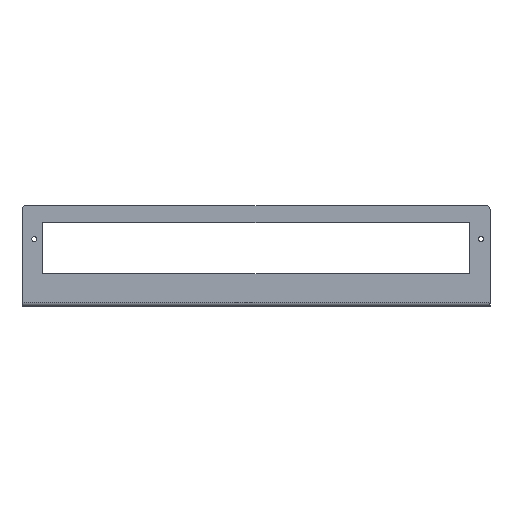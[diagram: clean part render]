
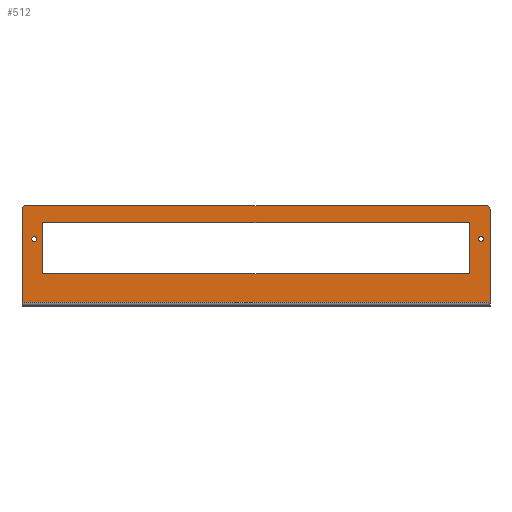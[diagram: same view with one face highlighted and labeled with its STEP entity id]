
A CAD part, top view. The second image highlights one B-rep face of the part: STEP entity #512.
In plain terms, the highlighted planar face has unit normal (0, 0, 1).
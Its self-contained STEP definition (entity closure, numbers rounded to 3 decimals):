
#8 = ORIENTED_EDGE ( 'NONE', *, *, #803, .T. ) ;
#10 = FACE_OUTER_BOUND ( 'NONE', #427, .T. ) ;
#13 = CARTESIAN_POINT ( 'NONE',  ( -116.45, -9.65, 0. ) ) ;
#16 = DIRECTION ( 'NONE',  ( -1., 0., 0. ) ) ;
#18 = VECTOR ( 'NONE', #623, 1000. ) ;
#22 = AXIS2_PLACEMENT_3D ( 'NONE', #436, #687, #129 ) ;
#23 = DIRECTION ( 'NONE',  ( 0., 0., 1. ) ) ;
#36 = LINE ( 'NONE', #267, #786 ) ;
#38 = CARTESIAN_POINT ( 'NONE',  ( -116.45, 18.29, 0. ) ) ;
#44 = CARTESIAN_POINT ( 'NONE',  ( 116.45, 18.29, 0. ) ) ;
#57 = DIRECTION ( 'NONE',  ( -1., 0., 0. ) ) ;
#69 = DIRECTION ( 'NONE',  ( -1., 0., 0. ) ) ;
#70 = ORIENTED_EDGE ( 'NONE', *, *, #650, .T. ) ;
#71 = AXIS2_PLACEMENT_3D ( 'NONE', #77, #307, #16 ) ;
#74 = LINE ( 'NONE', #696, #18 ) ;
#76 = ORIENTED_EDGE ( 'NONE', *, *, #626, .F. ) ;
#77 = CARTESIAN_POINT ( 'NONE',  ( 122.95, 9.24, 0. ) ) ;
#86 = CARTESIAN_POINT ( 'NONE',  ( 116.45, -9.65, 0. ) ) ;
#90 = CARTESIAN_POINT ( 'NONE',  ( 124.36, 9.24, 0. ) ) ;
#94 = VECTOR ( 'NONE', #669, 1000. ) ;
#95 = CARTESIAN_POINT ( 'NONE',  ( 127.88, 25.43, 0. ) ) ;
#103 = CARTESIAN_POINT ( 'NONE',  ( -121.16, 9.24, 0. ) ) ;
#104 = CARTESIAN_POINT ( 'NONE',  ( 116.45, 18.29, 0. ) ) ;
#114 = ORIENTED_EDGE ( 'NONE', *, *, #453, .F. ) ;
#128 = EDGE_CURVE ( 'NONE', #345, #232, #316, .T. ) ;
#129 = DIRECTION ( 'NONE',  ( -1., 0., 0. ) ) ;
#132 = ORIENTED_EDGE ( 'NONE', *, *, #128, .T. ) ;
#139 = EDGE_LOOP ( 'NONE', ( #160, #513, #76, #114 ) ) ;
#141 = EDGE_CURVE ( 'NONE', #363, #192, #412, .T. ) ;
#150 = EDGE_CURVE ( 'NONE', #609, #254, #224, .T. ) ;
#157 = EDGE_CURVE ( 'NONE', #707, #323, #508, .T. ) ;
#160 = ORIENTED_EDGE ( 'NONE', *, *, #393, .F. ) ;
#162 = CIRCLE ( 'NONE', #325, 1.41 ) ;
#168 = VECTOR ( 'NONE', #202, 1000. ) ;
#179 = ORIENTED_EDGE ( 'NONE', *, *, #535, .T. ) ;
#182 = ORIENTED_EDGE ( 'NONE', *, *, #258, .T. ) ;
#192 = VERTEX_POINT ( 'NONE', #13 ) ;
#198 = EDGE_LOOP ( 'NONE', ( #499, #645 ) ) ;
#202 = DIRECTION ( 'NONE',  ( -1., 0., 0. ) ) ;
#205 = CARTESIAN_POINT ( 'NONE',  ( 125.88, 27.43, 0. ) ) ;
#214 = EDGE_CURVE ( 'NONE', #232, #681, #770, .T. ) ;
#221 = DIRECTION ( 'NONE',  ( -1., 0., 0. ) ) ;
#223 = CIRCLE ( 'NONE', #71, 1.41 ) ;
#224 = LINE ( 'NONE', #476, #94 ) ;
#232 = VERTEX_POINT ( 'NONE', #205 ) ;
#233 = VECTOR ( 'NONE', #394, 1000. ) ;
#234 = ORIENTED_EDGE ( 'NONE', *, *, #150, .T. ) ;
#240 = CARTESIAN_POINT ( 'NONE',  ( 122.95, 9.24, 0. ) ) ;
#246 = PLANE ( 'NONE',  #22 ) ;
#254 = VERTEX_POINT ( 'NONE', #766 ) ;
#258 = EDGE_CURVE ( 'NONE', #681, #609, #757, .T. ) ;
#267 = CARTESIAN_POINT ( 'NONE',  ( -127.88, -25.423, 0. ) ) ;
#280 = LINE ( 'NONE', #104, #519 ) ;
#286 = DIRECTION ( 'NONE',  ( 0., -1., 0. ) ) ;
#307 = DIRECTION ( 'NONE',  ( 0., 0., -1. ) ) ;
#310 = CARTESIAN_POINT ( 'NONE',  ( -125.88, 25.43, 0. ) ) ;
#316 = CIRCLE ( 'NONE', #686, 2. ) ;
#323 = VERTEX_POINT ( 'NONE', #755 ) ;
#325 = AXIS2_PLACEMENT_3D ( 'NONE', #438, #690, #221 ) ;
#333 = CIRCLE ( 'NONE', #798, 1.41 ) ;
#339 = EDGE_CURVE ( 'NONE', #323, #707, #162, .T. ) ;
#345 = VERTEX_POINT ( 'NONE', #95 ) ;
#354 = ORIENTED_EDGE ( 'NONE', *, *, #762, .T. ) ;
#363 = VERTEX_POINT ( 'NONE', #38 ) ;
#373 = FACE_BOUND ( 'NONE', #139, .T. ) ;
#376 = EDGE_LOOP ( 'NONE', ( #8, #179 ) ) ;
#386 = AXIS2_PLACEMENT_3D ( 'NONE', #103, #546, #794 ) ;
#393 = EDGE_CURVE ( 'NONE', #192, #602, #713, .T. ) ;
#394 = DIRECTION ( 'NONE',  ( -1., 0., 0. ) ) ;
#398 = DIRECTION ( 'NONE',  ( 1., 0., 0. ) ) ;
#399 = CARTESIAN_POINT ( 'NONE',  ( -116.45, -9.65, 0. ) ) ;
#402 = CARTESIAN_POINT ( 'NONE',  ( 121.54, 9.24, 0. ) ) ;
#412 = LINE ( 'NONE', #796, #741 ) ;
#416 = CARTESIAN_POINT ( 'NONE',  ( 125.88, 25.43, 0. ) ) ;
#427 = EDGE_LOOP ( 'NONE', ( #724, #182, #234, #70, #354, #132 ) ) ;
#436 = CARTESIAN_POINT ( 'NONE',  ( 0., 0., 0. ) ) ;
#438 = CARTESIAN_POINT ( 'NONE',  ( -121.16, 9.24, 0. ) ) ;
#453 = EDGE_CURVE ( 'NONE', #602, #694, #280, .T. ) ;
#458 = CARTESIAN_POINT ( 'NONE',  ( 127.88, 27.43, 0. ) ) ;
#460 = CARTESIAN_POINT ( 'NONE',  ( -116.45, 18.29, 0. ) ) ;
#476 = CARTESIAN_POINT ( 'NONE',  ( -127.88, 27.43, 0. ) ) ;
#489 = DIRECTION ( 'NONE',  ( 0., 0., 1. ) ) ;
#499 = ORIENTED_EDGE ( 'NONE', *, *, #339, .T. ) ;
#508 = CIRCLE ( 'NONE', #386, 1.41 ) ;
#509 = VERTEX_POINT ( 'NONE', #582 ) ;
#512 = ADVANCED_FACE ( 'NONE', ( #560, #768, #373, #10 ), #246, .F. ) ;
#513 = ORIENTED_EDGE ( 'NONE', *, *, #141, .F. ) ;
#519 = VECTOR ( 'NONE', #601, 1000. ) ;
#535 = EDGE_CURVE ( 'NONE', #718, #624, #223, .T. ) ;
#546 = DIRECTION ( 'NONE',  ( 0., 0., -1. ) ) ;
#560 = FACE_BOUND ( 'NONE', #376, .T. ) ;
#582 = CARTESIAN_POINT ( 'NONE',  ( 127.88, -25.423, 0. ) ) ;
#590 = CARTESIAN_POINT ( 'NONE',  ( -125.88, 27.43, 0. ) ) ;
#593 = AXIS2_PLACEMENT_3D ( 'NONE', #310, #23, #760 ) ;
#601 = DIRECTION ( 'NONE',  ( 0., 1., 0. ) ) ;
#602 = VERTEX_POINT ( 'NONE', #86 ) ;
#609 = VERTEX_POINT ( 'NONE', #772 ) ;
#623 = DIRECTION ( 'NONE',  ( 0., 1., 0. ) ) ;
#624 = VERTEX_POINT ( 'NONE', #402 ) ;
#626 = EDGE_CURVE ( 'NONE', #694, #363, #720, .T. ) ;
#645 = ORIENTED_EDGE ( 'NONE', *, *, #157, .T. ) ;
#650 = EDGE_CURVE ( 'NONE', #254, #509, #36, .T. ) ;
#652 = DIRECTION ( 'NONE',  ( 1., 0., 0. ) ) ;
#669 = DIRECTION ( 'NONE',  ( 0., -1., 0. ) ) ;
#681 = VERTEX_POINT ( 'NONE', #590 ) ;
#684 = DIRECTION ( 'NONE',  ( 0., 0., -1. ) ) ;
#686 = AXIS2_PLACEMENT_3D ( 'NONE', #416, #489, #57 ) ;
#687 = DIRECTION ( 'NONE',  ( 0., 0., -1. ) ) ;
#690 = DIRECTION ( 'NONE',  ( 0., 0., -1. ) ) ;
#694 = VERTEX_POINT ( 'NONE', #44 ) ;
#696 = CARTESIAN_POINT ( 'NONE',  ( 127.88, 27.43, 0. ) ) ;
#707 = VERTEX_POINT ( 'NONE', #708 ) ;
#708 = CARTESIAN_POINT ( 'NONE',  ( -119.75, 9.24, 0. ) ) ;
#713 = LINE ( 'NONE', #399, #800 ) ;
#718 = VERTEX_POINT ( 'NONE', #90 ) ;
#720 = LINE ( 'NONE', #460, #233 ) ;
#724 = ORIENTED_EDGE ( 'NONE', *, *, #214, .T. ) ;
#741 = VECTOR ( 'NONE', #286, 1000. ) ;
#755 = CARTESIAN_POINT ( 'NONE',  ( -122.57, 9.24, 0. ) ) ;
#757 = CIRCLE ( 'NONE', #593, 2. ) ;
#760 = DIRECTION ( 'NONE',  ( -1., 0., 0. ) ) ;
#762 = EDGE_CURVE ( 'NONE', #509, #345, #74, .T. ) ;
#766 = CARTESIAN_POINT ( 'NONE',  ( -127.88, -25.423, 0. ) ) ;
#768 = FACE_BOUND ( 'NONE', #198, .T. ) ;
#770 = LINE ( 'NONE', #458, #168 ) ;
#772 = CARTESIAN_POINT ( 'NONE',  ( -127.88, 25.43, 0. ) ) ;
#786 = VECTOR ( 'NONE', #398, 1000. ) ;
#794 = DIRECTION ( 'NONE',  ( -1., 0., 0. ) ) ;
#796 = CARTESIAN_POINT ( 'NONE',  ( -116.45, 18.29, 0. ) ) ;
#798 = AXIS2_PLACEMENT_3D ( 'NONE', #240, #684, #69 ) ;
#800 = VECTOR ( 'NONE', #652, 1000. ) ;
#803 = EDGE_CURVE ( 'NONE', #624, #718, #333, .T. ) ;
